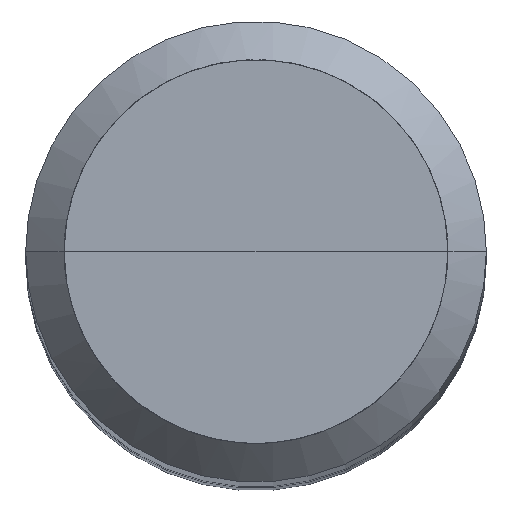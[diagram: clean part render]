
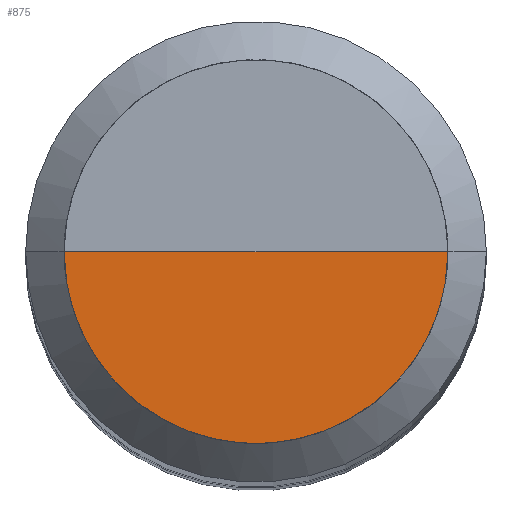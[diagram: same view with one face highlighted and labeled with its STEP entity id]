
A CAD part, top view. The second image highlights one B-rep face of the part: STEP entity #875.
In plain terms, the highlighted free-form (B-spline) face has degree [1, 2] with [2, 5] control points.
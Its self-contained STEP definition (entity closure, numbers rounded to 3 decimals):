
#564=CARTESIAN_POINT('',(2.5,0.0,36.0));
#568=CARTESIAN_POINT('',(-2.5,0.0,36.0));
#569=CARTESIAN_POINT('',(0.0,0.0,36.0));
#576=CARTESIAN_POINT('',(-2.5,-2.5,36.0));
#577=CARTESIAN_POINT('',(0.0,-2.5,36.0));
#578=CARTESIAN_POINT('',(2.5,-2.5,36.0));
#860=(
BOUNDED_SURFACE()
B_SPLINE_SURFACE(1,2,(
(#568,#576,#577,#578,#564),
(#569,#569,#569,#569,#569)
), .UNSPECIFIED.,.F.,.F.,.F.)
B_SPLINE_SURFACE_WITH_KNOTS((2,2),(3,2,3),(
0.0,1.0),(
0.0,0.5,1.0), .UNSPECIFIED.)
GEOMETRIC_REPRESENTATION_ITEM()
RATIONAL_B_SPLINE_SURFACE(((1.0,0.707,1.0,0.707,1.0),
(1.0,0.707,1.0,0.707,1.0)
))
REPRESENTATION_ITEM('')
SURFACE()
);
#861=(
BOUNDED_CURVE()
B_SPLINE_CURVE(1,(#569,#564),.UNSPECIFIED.,.F.,.F.)
B_SPLINE_CURVE_WITH_KNOTS((2,2),
(0.0,1.0),.UNSPECIFIED.)
CURVE()
GEOMETRIC_REPRESENTATION_ITEM()
RATIONAL_B_SPLINE_CURVE((1.0,1.0))
REPRESENTATION_ITEM('')
);
#862=(
BOUNDED_CURVE()
B_SPLINE_CURVE(2,(#564,#578,#577,#576,#568),.UNSPECIFIED.,.F.,.F.)
B_SPLINE_CURVE_WITH_KNOTS((3,2,3),
(0.0,0.5,1.0),.UNSPECIFIED.)
CURVE()
GEOMETRIC_REPRESENTATION_ITEM()
RATIONAL_B_SPLINE_CURVE((1.0,0.707,1.0,0.707,1.0))
REPRESENTATION_ITEM('')
);
#863=(
BOUNDED_CURVE()
B_SPLINE_CURVE(1,(#568,#569),.UNSPECIFIED.,.F.,.F.)
B_SPLINE_CURVE_WITH_KNOTS((2,2),
(0.0,1.0),.UNSPECIFIED.)
CURVE()
GEOMETRIC_REPRESENTATION_ITEM()
RATIONAL_B_SPLINE_CURVE((1.0,1.0))
REPRESENTATION_ITEM('')
);
#864=VERTEX_POINT('',#564);
#865=VERTEX_POINT('',#568);
#866=VERTEX_POINT('',#569);
#867=EDGE_CURVE('',#866,#864,#861,.T.);
#868=EDGE_CURVE('',#864,#865,#862,.T.);
#869=EDGE_CURVE('',#865,#866,#863,.T.);
#870=ORIENTED_EDGE('',*,*,#867,.T.);
#871=ORIENTED_EDGE('',*,*,#868,.T.);
#872=ORIENTED_EDGE('',*,*,#869,.T.);
#873=EDGE_LOOP('',(#870,#871,#872));
#874=FACE_OUTER_BOUND('',#873,.T.);
#875=ADVANCED_FACE('',(#874),#860,.T.);
